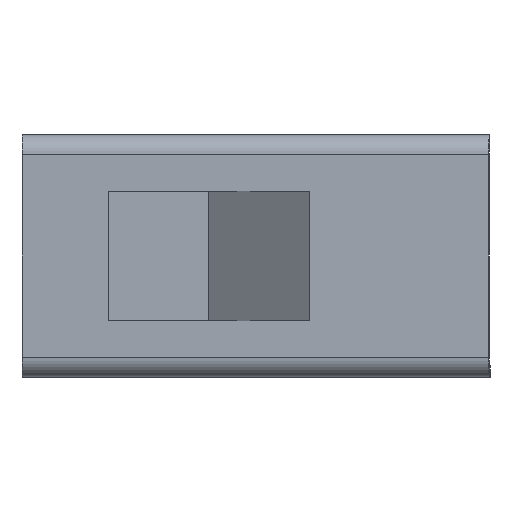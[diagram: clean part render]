
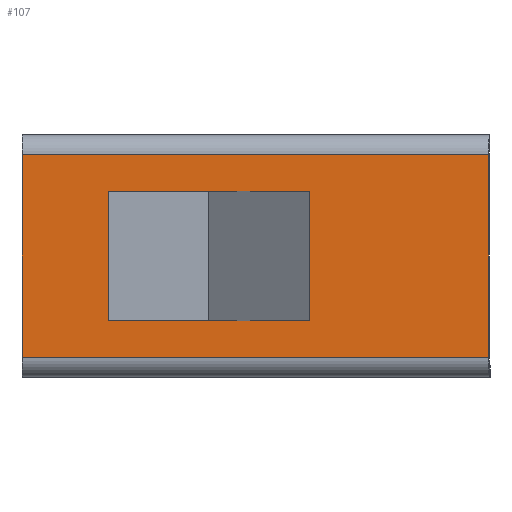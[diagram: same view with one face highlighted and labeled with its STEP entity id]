
A CAD part, left-side view. The second image highlights one B-rep face of the part: STEP entity #107.
In plain terms, the highlighted planar face has unit normal (-1, 0.009, 0).
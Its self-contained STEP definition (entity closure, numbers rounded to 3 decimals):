
#17 = VERTEX_POINT ( 'NONE', #1062 ) ;
#36 = VECTOR ( 'NONE', #199, 1000. ) ;
#38 = VECTOR ( 'NONE', #917, 1000. ) ;
#107 = ADVANCED_FACE ( 'NONE', ( #227 ), #339, .F. ) ;
#152 = EDGE_CURVE ( 'NONE', #17, #898, #1192, .T. ) ;
#156 = VECTOR ( 'NONE', #1167, 1000. ) ;
#185 = LINE ( 'NONE', #1148, #36 ) ;
#199 = DIRECTION ( 'NONE',  ( 0., 0., -1. ) ) ;
#227 = FACE_OUTER_BOUND ( 'NONE', #1096, .T. ) ;
#339 = PLANE ( 'NONE',  #865 ) ;
#344 = VERTEX_POINT ( 'NONE', #841 ) ;
#384 = CARTESIAN_POINT ( 'NONE',  ( -7.476, 60.07, 70.5 ) ) ;
#433 = CARTESIAN_POINT ( 'NONE',  ( -7.476, 60.07, -70.5 ) ) ;
#441 = ORIENTED_EDGE ( 'NONE', *, *, #499, .F. ) ;
#479 = ORIENTED_EDGE ( 'NONE', *, *, #725, .T. ) ;
#495 = CARTESIAN_POINT ( 'NONE',  ( -10.312, -264.93, 70.5 ) ) ;
#499 = EDGE_CURVE ( 'NONE', #17, #1108, #185, .T. ) ;
#535 = ORIENTED_EDGE ( 'NONE', *, *, #743, .T. ) ;
#651 = ORIENTED_EDGE ( 'NONE', *, *, #152, .T. ) ;
#725 = EDGE_CURVE ( 'NONE', #898, #344, #1032, .T. ) ;
#743 = EDGE_CURVE ( 'NONE', #344, #1108, #1018, .T. ) ;
#810 = CARTESIAN_POINT ( 'NONE',  ( -7.476, 60.07, 76.5 ) ) ;
#841 = CARTESIAN_POINT ( 'NONE',  ( -7.476, 60.07, -70.5 ) ) ;
#865 = AXIS2_PLACEMENT_3D ( 'NONE', #810, #1089, #996 ) ;
#898 = VERTEX_POINT ( 'NONE', #384 ) ;
#917 = DIRECTION ( 'NONE',  ( -0.009, -1., 0. ) ) ;
#996 = DIRECTION ( 'NONE',  ( 0.009, 1., 0. ) ) ;
#998 = CARTESIAN_POINT ( 'NONE',  ( -10.312, -264.93, -70.5 ) ) ;
#1004 = DIRECTION ( 'NONE',  ( 0., 0., -1. ) ) ;
#1008 = VECTOR ( 'NONE', #1004, 1000. ) ;
#1018 = LINE ( 'NONE', #433, #38 ) ;
#1032 = LINE ( 'NONE', #1190, #1008 ) ;
#1062 = CARTESIAN_POINT ( 'NONE',  ( -10.312, -264.93, 70.5 ) ) ;
#1089 = DIRECTION ( 'NONE',  ( 1., -0.009, 0. ) ) ;
#1096 = EDGE_LOOP ( 'NONE', ( #535, #441, #651, #479 ) ) ;
#1108 = VERTEX_POINT ( 'NONE', #998 ) ;
#1148 = CARTESIAN_POINT ( 'NONE',  ( -10.312, -264.93, 76.5 ) ) ;
#1167 = DIRECTION ( 'NONE',  ( 0.009, 1., 0. ) ) ;
#1190 = CARTESIAN_POINT ( 'NONE',  ( -7.476, 60.07, 76.5 ) ) ;
#1192 = LINE ( 'NONE', #495, #156 ) ;
